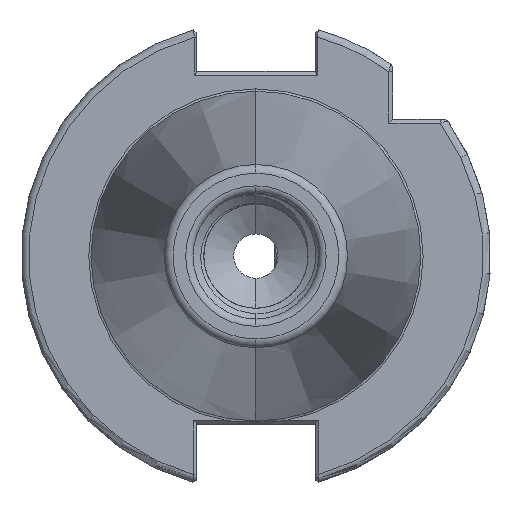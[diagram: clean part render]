
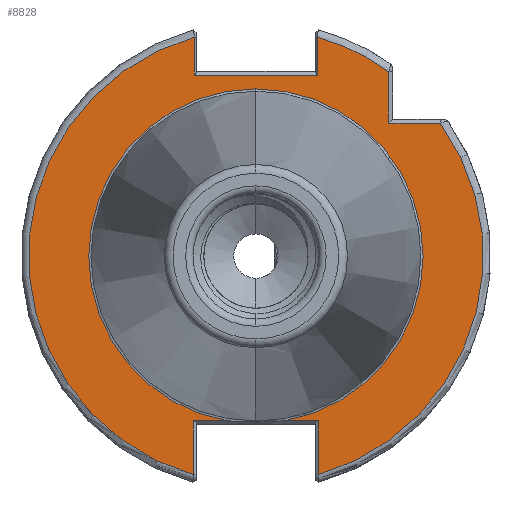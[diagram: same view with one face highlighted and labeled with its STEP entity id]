
A CAD part, left-side view. The second image highlights one B-rep face of the part: STEP entity #8828.
In plain terms, the highlighted planar face has unit normal (-1, 0, 0).
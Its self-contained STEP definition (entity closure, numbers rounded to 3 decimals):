
#27 = EDGE_LOOP ( 'NONE', ( #6156, #6175, #6181, #6062, #6063, #6078, #6151, #6072, #6089, #6101, #6100, #6099, #6105, #6149 ) ) ;
#113 = CARTESIAN_POINT ( 'NONE',  ( 0., 22.692, -22.3 ) ) ;
#120 = DIRECTION ( 'NONE',  ( 0., -1., 0. ) ) ;
#124 = CARTESIAN_POINT ( 'NONE',  ( 0., -8.451, 0. ) ) ;
#129 = DIRECTION ( 'NONE',  ( 0., 0., -1. ) ) ;
#131 = CARTESIAN_POINT ( 'NONE',  ( 0., 22.692, -22.3 ) ) ;
#146 = CARTESIAN_POINT ( 'NONE',  ( 0., 0., 0. ) ) ;
#163 = DIRECTION ( 'NONE',  ( 0., -1., 0. ) ) ;
#166 = DIRECTION ( 'NONE',  ( -1., 0., 0. ) ) ;
#170 = DIRECTION ( 'NONE',  ( 0., 0., -1. ) ) ;
#343 = CARTESIAN_POINT ( 'NONE',  ( 0., 0., 0. ) ) ;
#367 = DIRECTION ( 'NONE',  ( 1., 0., 0. ) ) ;
#372 = DIRECTION ( 'NONE',  ( 0., 0., -1. ) ) ;
#899 = VERTEX_POINT ( 'NONE', #5800 ) ;
#902 = VERTEX_POINT ( 'NONE', #5855 ) ;
#1678 = EDGE_CURVE ( 'NONE', #5506, #5550, #6782, .T. ) ;
#1683 = EDGE_CURVE ( 'NONE', #5518, #5539, #6786, .T. ) ;
#1701 = EDGE_CURVE ( 'NONE', #5550, #5527, #6830, .T. ) ;
#1706 = EDGE_CURVE ( 'NONE', #5539, #5491, #6848, .T. ) ;
#1718 = EDGE_CURVE ( 'NONE', #5527, #5518, #6822, .T. ) ;
#1752 = EDGE_CURVE ( 'NONE', #5490, #902, #6828, .T. ) ;
#1757 = EDGE_CURVE ( 'NONE', #5535, #5533, #6912, .T. ) ;
#1777 = EDGE_CURVE ( 'NONE', #5529, #5535, #6908, .T. ) ;
#1788 = EDGE_CURVE ( 'NONE', #5491, #5529, #6890, .T. ) ;
#3826 = DIRECTION ( 'NONE',  ( 1., 0., 0. ) ) ;
#3830 = DIRECTION ( 'NONE',  ( 0., 0., -1. ) ) ;
#3885 = PLANE ( 'NONE',  #19336 ) ;
#3900 = CARTESIAN_POINT ( 'NONE',  ( 0., 22.692, 0. ) ) ;
#4501 = DIRECTION ( 'NONE',  ( 1., 0., 0. ) ) ;
#4515 = DIRECTION ( 'NONE',  ( 0., 0., -1. ) ) ;
#4520 = CARTESIAN_POINT ( 'NONE',  ( 0., 0., 0. ) ) ;
#4529 = CARTESIAN_POINT ( 'NONE',  ( 0., 8.451, 0. ) ) ;
#4530 = DIRECTION ( 'NONE',  ( 0., 0., 1. ) ) ;
#4600 = CARTESIAN_POINT ( 'NONE',  ( 0., 0., 0. ) ) ;
#4626 = DIRECTION ( 'NONE',  ( -1., 0., 0. ) ) ;
#4630 = DIRECTION ( 'NONE',  ( 0., 0., -1. ) ) ;
#4703 = CARTESIAN_POINT ( 'NONE',  ( 0., 8.335, 29.704 ) ) ;
#4727 = DIRECTION ( 'NONE',  ( 0., 0., 1. ) ) ;
#4796 = CARTESIAN_POINT ( 'NONE',  ( 0., -8.451, -29.592 ) ) ;
#4800 = CARTESIAN_POINT ( 'NONE',  ( 0., -18., 24.962 ) ) ;
#4803 = CARTESIAN_POINT ( 'NONE',  ( 0., 8.335, 29.625 ) ) ;
#4816 = CARTESIAN_POINT ( 'NONE',  ( 0., -8.335, 29.625 ) ) ;
#4839 = CARTESIAN_POINT ( 'NONE',  ( 0., 3.833, -22.3 ) ) ;
#4840 = CARTESIAN_POINT ( 'NONE',  ( 0., 8.335, 24.5 ) ) ;
#4846 = CARTESIAN_POINT ( 'NONE',  ( 0., -24.962, 18. ) ) ;
#4887 = CARTESIAN_POINT ( 'NONE',  ( 0., -8.335, 24.5 ) ) ;
#4889 = CARTESIAN_POINT ( 'NONE',  ( 0., -8.451, -22.3 ) ) ;
#4892 = CARTESIAN_POINT ( 'NONE',  ( 0., 8.451, -22.3 ) ) ;
#4899 = CARTESIAN_POINT ( 'NONE',  ( 0., -18., 18. ) ) ;
#4910 = CARTESIAN_POINT ( 'NONE',  ( 0., 8.451, -29.592 ) ) ;
#5030 = DIRECTION ( 'NONE',  ( 0., 0., 1. ) ) ;
#5033 = DIRECTION ( 'NONE',  ( 0., 1., 0. ) ) ;
#5039 = CARTESIAN_POINT ( 'NONE',  ( 0., -18., 24.594 ) ) ;
#5044 = CARTESIAN_POINT ( 'NONE',  ( 0., 8.05, 24.5 ) ) ;
#5132 = DIRECTION ( 'NONE',  ( -1., 0., 0. ) ) ;
#5141 = DIRECTION ( 'NONE',  ( 0., 0., -1. ) ) ;
#5155 = CARTESIAN_POINT ( 'NONE',  ( 0., 0., 0. ) ) ;
#5490 = VERTEX_POINT ( 'NONE', #4839 ) ;
#5491 = VERTEX_POINT ( 'NONE', #4840 ) ;
#5506 = VERTEX_POINT ( 'NONE', #4846 ) ;
#5510 = VERTEX_POINT ( 'NONE', #4796 ) ;
#5518 = VERTEX_POINT ( 'NONE', #4816 ) ;
#5527 = VERTEX_POINT ( 'NONE', #4800 ) ;
#5529 = VERTEX_POINT ( 'NONE', #4803 ) ;
#5533 = VERTEX_POINT ( 'NONE', #4892 ) ;
#5535 = VERTEX_POINT ( 'NONE', #4910 ) ;
#5539 = VERTEX_POINT ( 'NONE', #4887 ) ;
#5550 = VERTEX_POINT ( 'NONE', #4899 ) ;
#5554 = VERTEX_POINT ( 'NONE', #4889 ) ;
#5800 = CARTESIAN_POINT ( 'NONE',  ( 0., -3.833, -22.3 ) ) ;
#5855 = CARTESIAN_POINT ( 'NONE',  ( 0., 0., 22.627 ) ) ;
#6062 = ORIENTED_EDGE ( 'NONE', *, *, #1683, .T. ) ;
#6063 = ORIENTED_EDGE ( 'NONE', *, *, #1706, .T. ) ;
#6072 = ORIENTED_EDGE ( 'NONE', *, *, #1757, .T. ) ;
#6078 = ORIENTED_EDGE ( 'NONE', *, *, #1788, .T. ) ;
#6089 = ORIENTED_EDGE ( 'NONE', *, *, #19666, .T. ) ;
#6099 = ORIENTED_EDGE ( 'NONE', *, *, #19680, .T. ) ;
#6100 = ORIENTED_EDGE ( 'NONE', *, *, #19718, .T. ) ;
#6101 = ORIENTED_EDGE ( 'NONE', *, *, #1752, .T. ) ;
#6105 = ORIENTED_EDGE ( 'NONE', *, *, #19675, .T. ) ;
#6149 = ORIENTED_EDGE ( 'NONE', *, *, #19673, .T. ) ;
#6151 = ORIENTED_EDGE ( 'NONE', *, *, #1777, .T. ) ;
#6156 = ORIENTED_EDGE ( 'NONE', *, *, #1678, .T. ) ;
#6175 = ORIENTED_EDGE ( 'NONE', *, *, #1701, .T. ) ;
#6181 = ORIENTED_EDGE ( 'NONE', *, *, #1718, .T. ) ;
#6780 = VECTOR ( 'NONE', #17106, 1000. ) ;
#6782 = LINE ( 'NONE', #17108, #6812 ) ;
#6786 = LINE ( 'NONE', #17122, #6780 ) ;
#6812 = VECTOR ( 'NONE', #17103, 1000. ) ;
#6822 = CIRCLE ( 'NONE', #19583, 30.775 ) ;
#6828 = CIRCLE ( 'NONE', #19650, 22.627 ) ;
#6830 = LINE ( 'NONE', #5039, #6860 ) ;
#6848 = LINE ( 'NONE', #5044, #6868 ) ;
#6860 = VECTOR ( 'NONE', #5030, 1000. ) ;
#6868 = VECTOR ( 'NONE', #5033, 1000. ) ;
#6890 = LINE ( 'NONE', #4703, #6891 ) ;
#6891 = VECTOR ( 'NONE', #4727, 1000. ) ;
#6901 = VECTOR ( 'NONE', #4530, 1000. ) ;
#6908 = CIRCLE ( 'NONE', #19649, 30.775 ) ;
#6912 = LINE ( 'NONE', #4529, #6901 ) ;
#8828 = ADVANCED_FACE ( 'NONE', ( #18104 ), #3885, .F. ) ;
#17103 = DIRECTION ( 'NONE',  ( 0., 1., 0. ) ) ;
#17106 = DIRECTION ( 'NONE',  ( 0., 0., -1. ) ) ;
#17108 = CARTESIAN_POINT ( 'NONE',  ( 0., -18.5, 18. ) ) ;
#17122 = CARTESIAN_POINT ( 'NONE',  ( 0., -8.335, 25. ) ) ;
#17534 = CIRCLE ( 'NONE', #18930, 30.775 ) ;
#17535 = VECTOR ( 'NONE', #163, 1000. ) ;
#17543 = VECTOR ( 'NONE', #120, 1000. ) ;
#17545 = VECTOR ( 'NONE', #170, 1000. ) ;
#17557 = LINE ( 'NONE', #113, #17543 ) ;
#17564 = CIRCLE ( 'NONE', #19016, 22.627 ) ;
#17570 = LINE ( 'NONE', #124, #17545 ) ;
#17578 = LINE ( 'NONE', #131, #17535 ) ;
#18104 = FACE_OUTER_BOUND ( 'NONE', #27, .T. ) ;
#18930 = AXIS2_PLACEMENT_3D ( 'NONE', #146, #166, #129 ) ;
#19016 = AXIS2_PLACEMENT_3D ( 'NONE', #343, #367, #372 ) ;
#19336 = AXIS2_PLACEMENT_3D ( 'NONE', #3900, #3826, #3830 ) ;
#19583 = AXIS2_PLACEMENT_3D ( 'NONE', #5155, #5132, #5141 ) ;
#19649 = AXIS2_PLACEMENT_3D ( 'NONE', #4600, #4626, #4630 ) ;
#19650 = AXIS2_PLACEMENT_3D ( 'NONE', #4520, #4501, #4515 ) ;
#19666 = EDGE_CURVE ( 'NONE', #5533, #5490, #17557, .T. ) ;
#19673 = EDGE_CURVE ( 'NONE', #5510, #5506, #17534, .T. ) ;
#19675 = EDGE_CURVE ( 'NONE', #5554, #5510, #17570, .T. ) ;
#19680 = EDGE_CURVE ( 'NONE', #899, #5554, #17578, .T. ) ;
#19718 = EDGE_CURVE ( 'NONE', #902, #899, #17564, .T. ) ;
